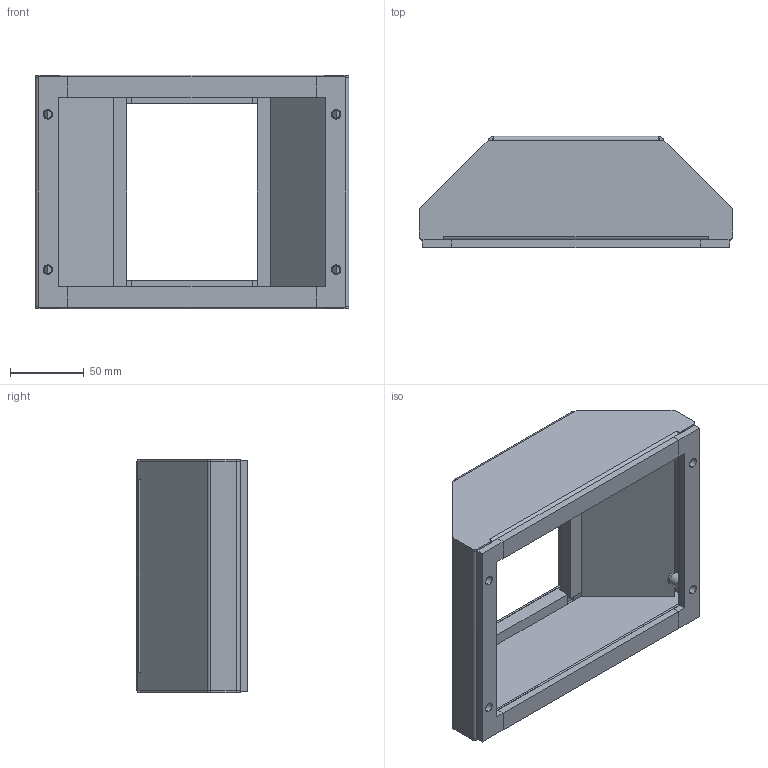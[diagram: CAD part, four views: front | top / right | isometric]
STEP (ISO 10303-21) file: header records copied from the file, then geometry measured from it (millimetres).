
FILE_DESCRIPTION((''),'2;1');
FILE_NAME('TG3030_DUCT_ASM','2020-01-07T09:08:31',('danielc'),(''),'CREO PARAMETRIC BY PTC INC, 2019080','CREO PARAMETRIC BY PTC INC, 2019080','');
FILE_SCHEMA(('CONFIG_CONTROL_DESIGN'));
Length unit declared in the file: millimetre
Products named in the file (9): TG3030_DUCT; POPNUT_M6_HEX_OPEN_A2; TG3030_DUST_INS1; TG3030_DUCT_INS2; TG3030_DUCT_INS3; TG3050_DUCT_INS4; TG3050_DUCT_INS_OUTER1; TG3030_DUCT_INS_OUTER2; TG3030_DUCT_ASM
Assembly tree (17 placements, depth 2):
  TG3030_DUCT_ASM
    TG3030_DUCT
    POPNUT_M6_HEX_OPEN_A2  x4
    TG3030_DUST_INS1  x2
    TG3030_DUCT_INS2  x2
    TG3030_DUCT_INS3  x2
    TG3050_DUCT_INS4  x2
    TG3050_DUCT_INS_OUTER1  x2
    TG3030_DUCT_INS_OUTER2  x2
Bounding box: 212 x 75 x 158 mm (x, y, z)
Volume: 585867.5 mm3; surface area: 283485 mm2
Topology: 17 solids, 21 shells, 434 faces, 1052 edges, 656 vertices
Faces by surface type: plane 338, cylinder 76, cone 16, bspline 4
Entity records: 7927 total; most frequent: CARTESIAN_POINT 1485, DIRECTION 1302, ORIENTED_EDGE 1272, EDGE_CURVE 638, VECTOR 512, LINE 512, VERTEX_POINT 402, AXIS2_PLACEMENT_3D 395
